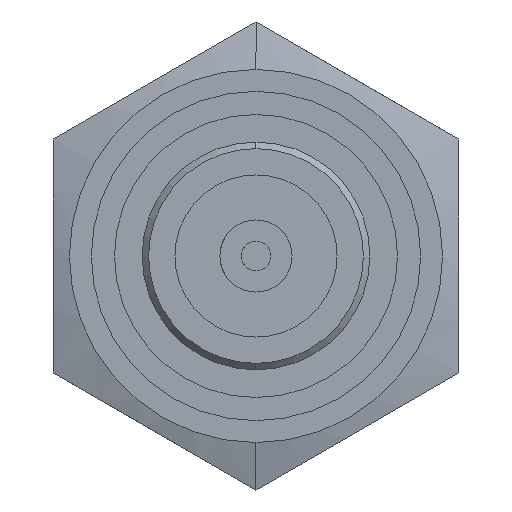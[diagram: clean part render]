
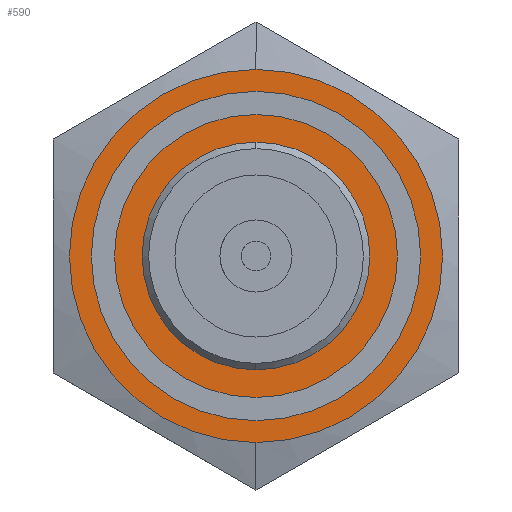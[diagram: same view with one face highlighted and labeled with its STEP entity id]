
A CAD part, left-side view. The second image highlights one B-rep face of the part: STEP entity #590.
In plain terms, the highlighted planar face has unit normal (-1, 0, 0).
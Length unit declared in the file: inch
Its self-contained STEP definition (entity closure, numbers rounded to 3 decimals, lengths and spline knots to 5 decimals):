
#36 = CIRCLE ( 'NONE', #519, 0.0885 ) ;
#39 = CIRCLE ( 'NONE', #520, 0.145 ) ;
#143 = CIRCLE ( 'NONE', #430, 0.145 ) ;
#144 = CIRCLE ( 'NONE', #431, 0.0885 ) ;
#430 = AXIS2_PLACEMENT_3D ( 'NONE', #1958, #1959, #1960 ) ;
#431 = AXIS2_PLACEMENT_3D ( 'NONE', #1963, #1964, #1965 ) ;
#519 = AXIS2_PLACEMENT_3D ( 'NONE', #721, #722, #723 ) ;
#520 = AXIS2_PLACEMENT_3D ( 'NONE', #725, #726, #727 ) ;
#590 = ADVANCED_FACE ( 'NONE', ( #2545, #1313 ), #1813, .T. ) ;
#721 = CARTESIAN_POINT ( 'NONE',  ( 0., 0., 0. ) ) ;
#722 = DIRECTION ( 'NONE',  ( -1., 0., 0. ) ) ;
#723 = DIRECTION ( 'NONE',  ( 0., 0., 1. ) ) ;
#725 = CARTESIAN_POINT ( 'NONE',  ( 0., 0., 0. ) ) ;
#726 = DIRECTION ( 'NONE',  ( -1., 0., 0. ) ) ;
#727 = DIRECTION ( 'NONE',  ( 0., 0., 1. ) ) ;
#1313 = FACE_BOUND ( 'NONE', #2008, .T. ) ;
#1328 = CARTESIAN_POINT ( 'NONE',  ( 0., 0., 0.0885 ) ) ;
#1464 = CARTESIAN_POINT ( 'NONE',  ( 0., 0., -0.0885 ) ) ;
#1474 = CARTESIAN_POINT ( 'NONE',  ( 0., 0., 0.145 ) ) ;
#1811 = DIRECTION ( 'NONE',  ( 0., 0., 1. ) ) ;
#1813 = PLANE ( 'NONE',  #2965 ) ;
#1815 = CARTESIAN_POINT ( 'NONE',  ( 0., -0.1575, -0.09093 ) ) ;
#1817 = DIRECTION ( 'NONE',  ( -1., 0., 0. ) ) ;
#1877 = CARTESIAN_POINT ( 'NONE',  ( 0., 0., -0.145 ) ) ;
#1958 = CARTESIAN_POINT ( 'NONE',  ( 0., 0., 0. ) ) ;
#1959 = DIRECTION ( 'NONE',  ( -1., 0., 0. ) ) ;
#1960 = DIRECTION ( 'NONE',  ( 0., 0., 1. ) ) ;
#1963 = CARTESIAN_POINT ( 'NONE',  ( 0., 0., 0. ) ) ;
#1964 = DIRECTION ( 'NONE',  ( -1., 0., 0. ) ) ;
#1965 = DIRECTION ( 'NONE',  ( 0., 0., 1. ) ) ;
#2008 = EDGE_LOOP ( 'NONE', ( #2667, #2668 ) ) ;
#2101 = EDGE_LOOP ( 'NONE', ( #2663, #2664 ) ) ;
#2438 = VERTEX_POINT ( 'NONE', #1474 ) ;
#2439 = VERTEX_POINT ( 'NONE', #1464 ) ;
#2545 = FACE_OUTER_BOUND ( 'NONE', #2101, .T. ) ;
#2663 = ORIENTED_EDGE ( 'NONE', *, *, #3072, .T. ) ;
#2664 = ORIENTED_EDGE ( 'NONE', *, *, #3262, .T. ) ;
#2667 = ORIENTED_EDGE ( 'NONE', *, *, #3073, .F. ) ;
#2668 = ORIENTED_EDGE ( 'NONE', *, *, #3260, .F. ) ;
#2910 = VERTEX_POINT ( 'NONE', #1328 ) ;
#2913 = VERTEX_POINT ( 'NONE', #1877 ) ;
#2965 = AXIS2_PLACEMENT_3D ( 'NONE', #1815, #1817, #1811 ) ;
#3072 = EDGE_CURVE ( 'NONE', #2913, #2438, #143, .T. ) ;
#3073 = EDGE_CURVE ( 'NONE', #2439, #2910, #144, .T. ) ;
#3260 = EDGE_CURVE ( 'NONE', #2910, #2439, #36, .T. ) ;
#3262 = EDGE_CURVE ( 'NONE', #2438, #2913, #39, .T. ) ;
